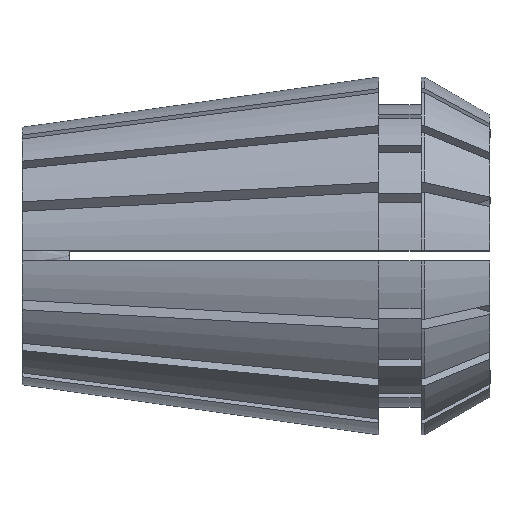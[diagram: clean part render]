
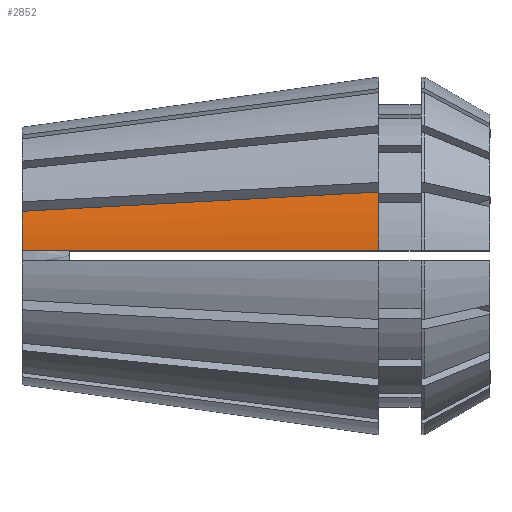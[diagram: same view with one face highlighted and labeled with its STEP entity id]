
A CAD part, top view. The second image highlights one B-rep face of the part: STEP entity #2852.
In plain terms, the highlighted conical face has half-angle 8 degrees and reference radius 13 mm.
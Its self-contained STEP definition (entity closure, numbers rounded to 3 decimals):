
#71 = DIRECTION ( 'NONE',  ( 0., 0., -1. ) ) ;
#91 = VERTEX_POINT ( 'NONE', #1657 ) ;
#184 = EDGE_CURVE ( 'NONE', #1744, #91, #3507, .T. ) ;
#488 = CARTESIAN_POINT ( 'NONE',  ( 20.331, 0.375, 12.212 ) ) ;
#533 = DIRECTION ( 'NONE',  ( -1., 0., 0. ) ) ;
#550 = EDGE_CURVE ( 'NONE', #1744, #2455, #1080, .T. ) ;
#693 = CARTESIAN_POINT ( 'NONE',  ( 10.849, 3.817, 10.194 ) ) ;
#846 = CARTESIAN_POINT ( 'NONE',  ( 3.261, 0.375, 9.811 ) ) ;
#853 = AXIS2_PLACEMENT_3D ( 'NONE', #1486, #1849, #71 ) ;
#908 = CARTESIAN_POINT ( 'NONE',  ( 8.951, 0.375, 10.612 ) ) ;
#1080 = CIRCLE ( 'NONE', #4428, 13. ) ;
#1147 = CARTESIAN_POINT ( 'NONE',  ( 19.482, 4.281, 11.316 ) ) ;
#1333 = CIRCLE ( 'NONE', #3288, 9.36 ) ;
#1345 = EDGE_LOOP ( 'NONE', ( #5412, #3419, #5057, #3117 ) ) ;
#1364 = CARTESIAN_POINT ( 'NONE',  ( 0., 0.375, 9.353 ) ) ;
#1486 = CARTESIAN_POINT ( 'NONE',  ( 25.9, 0., 0. ) ) ;
#1605 = CARTESIAN_POINT ( 'NONE',  ( 25.9, 4.626, 12.149 ) ) ;
#1657 = CARTESIAN_POINT ( 'NONE',  ( 0., 0.375, 9.353 ) ) ;
#1744 = VERTEX_POINT ( 'NONE', #2322 ) ;
#1849 = DIRECTION ( 'NONE',  ( 1., 0., 0. ) ) ;
#1887 = CARTESIAN_POINT ( 'NONE',  ( 25.9, 0., 0. ) ) ;
#1984 = CARTESIAN_POINT ( 'NONE',  ( 14.641, 0.375, 11.412 ) ) ;
#2006 = CARTESIAN_POINT ( 'NONE',  ( 25.9, 0.375, 12.995 ) ) ;
#2226 = CARTESIAN_POINT ( 'NONE',  ( 0., 3.233, 8.784 ) ) ;
#2235 = CARTESIAN_POINT ( 'NONE',  ( 22.187, 0.375, 12.473 ) ) ;
#2246 = DIRECTION ( 'NONE',  ( -1., 0., 0. ) ) ;
#2262 = CONICAL_SURFACE ( 'NONE', #853, 13., 0.14 ) ;
#2322 = CARTESIAN_POINT ( 'NONE',  ( 25.9, 0.375, 12.995 ) ) ;
#2333 = CARTESIAN_POINT ( 'NONE',  ( 24.044, 0.375, 12.734 ) ) ;
#2455 = VERTEX_POINT ( 'NONE', #5255 ) ;
#2721 = DIRECTION ( 'NONE',  ( 0., 0., 1. ) ) ;
#2852 = ADVANCED_FACE ( 'NONE', ( #4830 ), #2262, .T. ) ;
#2925 = CARTESIAN_POINT ( 'NONE',  ( 0., 3.233, 8.784 ) ) ;
#3117 = ORIENTED_EDGE ( 'NONE', *, *, #550, .T. ) ;
#3215 = CARTESIAN_POINT ( 'NONE',  ( 0., 0., 0. ) ) ;
#3288 = AXIS2_PLACEMENT_3D ( 'NONE', #3215, #533, #3687 ) ;
#3419 = ORIENTED_EDGE ( 'NONE', *, *, #5552, .F. ) ;
#3507 = B_SPLINE_CURVE_WITH_KNOTS ( 'NONE', 3,
 ( #2006, #2333, #2235, #488, #1984, #908, #846, #5439, #5492, #1364 ),
 .UNSPECIFIED., .F., .F.,
 ( 4, 3, 3, 4 ),
 ( 0.051, 0.057, 0.074, 0.078 ),
 .UNSPECIFIED. ) ;
#3687 = DIRECTION ( 'NONE',  ( 0., 0., 1. ) ) ;
#3850 = CARTESIAN_POINT ( 'NONE',  ( 16.273, 4.108, 10.899 ) ) ;
#4308 = CARTESIAN_POINT ( 'NONE',  ( 22.691, 4.454, 11.732 ) ) ;
#4428 = AXIS2_PLACEMENT_3D ( 'NONE', #1887, #2246, #2721 ) ;
#4830 = FACE_OUTER_BOUND ( 'NONE', #1345, .T. ) ;
#4983 = VERTEX_POINT ( 'NONE', #2226 ) ;
#5057 = ORIENTED_EDGE ( 'NONE', *, *, #184, .F. ) ;
#5214 = CARTESIAN_POINT ( 'NONE',  ( 5.424, 3.525, 9.489 ) ) ;
#5255 = CARTESIAN_POINT ( 'NONE',  ( 25.9, 4.626, 12.149 ) ) ;
#5412 = ORIENTED_EDGE ( 'NONE', *, *, #5716, .F. ) ;
#5439 = CARTESIAN_POINT ( 'NONE',  ( 2.174, 0.375, 9.659 ) ) ;
#5492 = CARTESIAN_POINT ( 'NONE',  ( 1.087, 0.375, 9.506 ) ) ;
#5552 = EDGE_CURVE ( 'NONE', #91, #4983, #1333, .T. ) ;
#5563 = B_SPLINE_CURVE_WITH_KNOTS ( 'NONE', 3,
 ( #2925, #5214, #693, #3850, #1147, #4308, #1605 ),
 .UNSPECIFIED., .F., .F.,
 ( 4, 3, 4 ),
 ( 0., 0.016, 0.026 ),
 .UNSPECIFIED. ) ;
#5716 = EDGE_CURVE ( 'NONE', #4983, #2455, #5563, .T. ) ;
